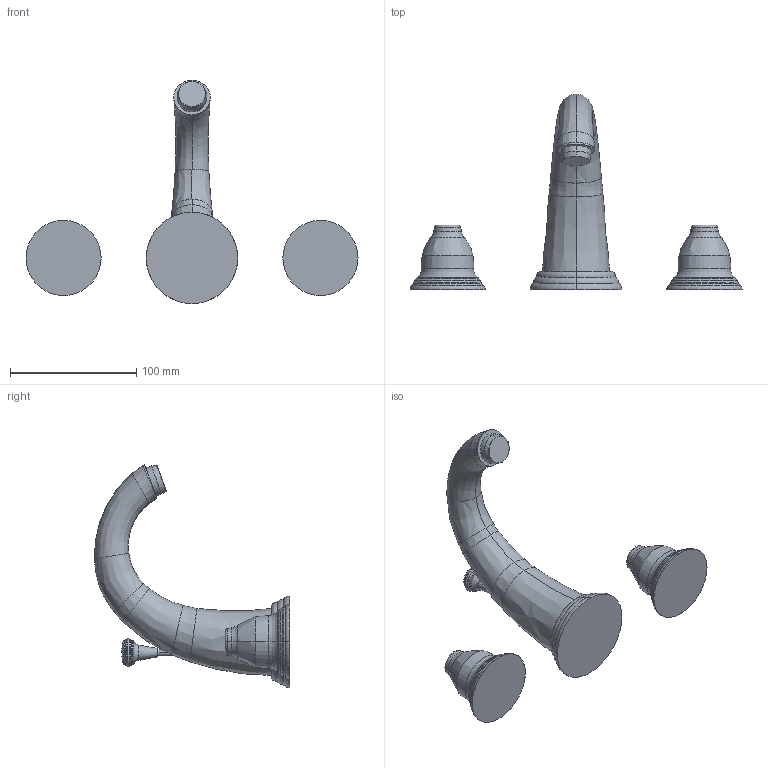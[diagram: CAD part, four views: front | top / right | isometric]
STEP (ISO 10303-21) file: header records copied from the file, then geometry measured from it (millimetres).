
FILE_DESCRIPTION((''),'2;1');
FILE_NAME('7200','2020-11-30T13:51:37',('jinson.thomas'),(''),'CREO PARAMETRIC BY PTC INC, 2018400','CREO PARAMETRIC BY PTC INC, 2018400','');
FILE_SCHEMA(('CONFIG_CONTROL_DESIGN'));
Length unit declared in the file: inch
Products named in the file (1): 7200
Bounding box: 262.64 x 154.39 x 176.71 mm (x, y, z)
Volume: 428065.8 mm3; surface area: 57012.3 mm2
Topology: 3 solids, 3 shells, 165 faces, 374 edges, 219 vertices
Faces by surface type: torus 62, bspline 40, cylinder 31, plane 15, cone 15, sphere 2
Entity records: 9344 total; most frequent: CARTESIAN_POINT 5758, DIRECTION 762, ORIENTED_EDGE 740, EDGE_CURVE 370, AXIS2_PLACEMENT_3D 355, CIRCLE 230, VERTEX_POINT 219, EDGE_LOOP 173
